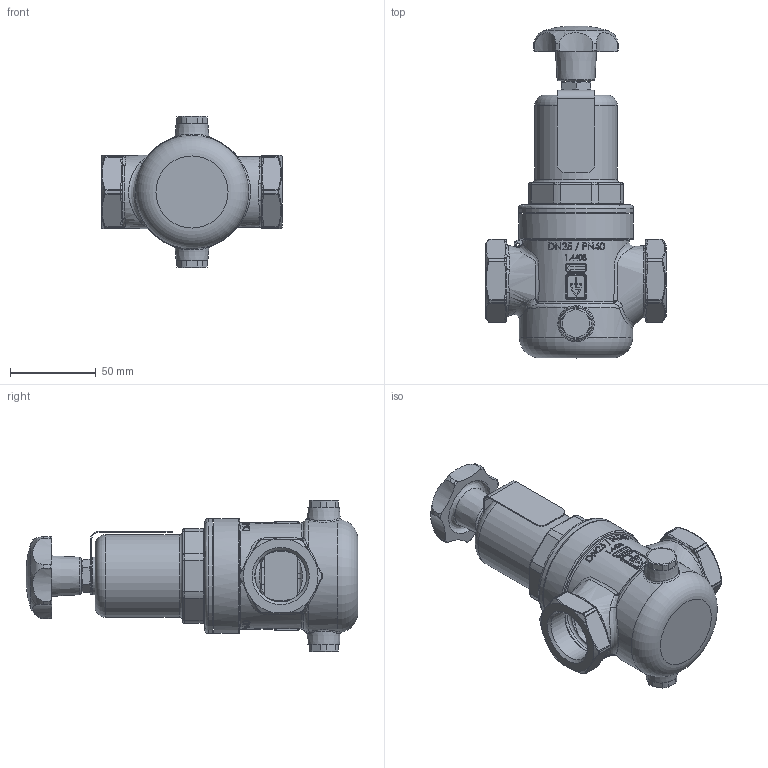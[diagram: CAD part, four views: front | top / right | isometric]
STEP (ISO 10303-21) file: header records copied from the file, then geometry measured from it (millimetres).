
FILE_DESCRIPTION (( 'STEP AP214' ), '1' );
FILE_NAME ('430mGFO_25_FF_2525 S15.STEP', '2022-11-29T08:02:00', ( '' ), ( '' ), 'SwSTEP 2.0', 'SolidWorks 2022', '' );
FILE_SCHEMA (( 'AUTOMOTIVE_DESIGN' ));
Length unit declared in the file: millimetre
Products named in the file (1): 430mGFO_25_FF_2525 S15
Bounding box: 105 x 193.43 x 88 mm (x, y, z)
Volume: 199374.1 mm3; surface area: 99004.6 mm2
Topology: 9 solids, 16 shells, 1217 faces, 3006 edges, 1867 vertices
Faces by surface type: plane 417, bspline 338, cylinder 303, torus 81, cone 50, sphere 28
Full cylindrical faces by diameter (mm): 2 x1, 7.99 x1, 8 x1, 8.2 x1, 8.376 x1, 10 x1, 10.5 x1, 11 x3, 11.1 x1, 11.45 x2, 13.16 x2, 13.8 x2, 16.5 x1, 22 x1, 30.291 x2, 32.4 x1, 33.3 x2, 35.4 x1, 48 x1, 50 x1, 53 x1, 57 x1, 60 x2, 60.05 x1, 62 x2, 67 x2
Entity records: 60513 total; most frequent: CARTESIAN_POINT 34822, ORIENTED_EDGE 5686, DIRECTION 4597, EDGE_CURVE 2843, VERTEX_POINT 1818, AXIS2_PLACEMENT_3D 1780, EDGE_LOOP 1395, FACE_OUTER_BOUND 1267
